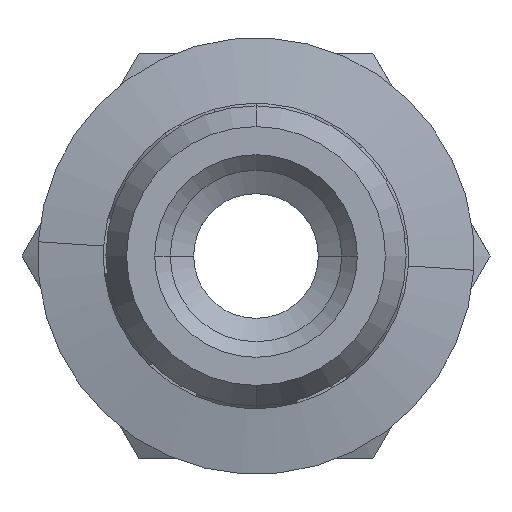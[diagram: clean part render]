
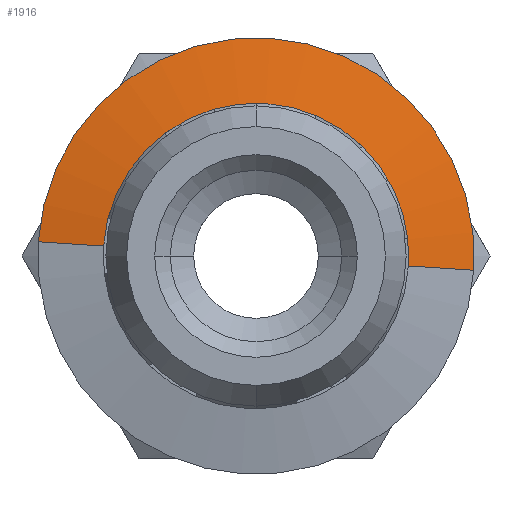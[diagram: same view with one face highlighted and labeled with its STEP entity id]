
A CAD part, front view. The second image highlights one B-rep face of the part: STEP entity #1916.
In plain terms, the highlighted conical face has half-angle 79.216 degrees and reference radius 4.9 mm.
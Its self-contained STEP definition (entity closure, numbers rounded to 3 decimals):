
#492 = AXIS2_PLACEMENT_3D ( 'NONE', #1804, #1805, #1806 ) ;
#497 = AXIS2_PLACEMENT_3D ( 'NONE', #1825, #1826, #1827 ) ;
#904 = CARTESIAN_POINT ( 'NONE',  ( 0., 4.7, 0. ) ) ;
#905 = DIRECTION ( 'NONE',  ( 0., 1., 0. ) ) ;
#913 = DIRECTION ( 'NONE',  ( -0.998, 0., 0.065 ) ) ;
#1373 = LINE ( 'NONE', #1796, #1377 ) ;
#1377 = VECTOR ( 'NONE', #1794, 1000. ) ;
#1378 = CIRCLE ( 'NONE', #492, 4.9 ) ;
#1381 = LINE ( 'NONE', #1812, #1385 ) ;
#1385 = VECTOR ( 'NONE', #1810, 1000. ) ;
#1389 = CIRCLE ( 'NONE', #497, 7. ) ;
#1494 = VERTEX_POINT ( 'NONE', #2480 ) ;
#1498 = VERTEX_POINT ( 'NONE', #2482 ) ;
#1545 = VERTEX_POINT ( 'NONE', #3315 ) ;
#1555 = VERTEX_POINT ( 'NONE', #3325 ) ;
#1615 = EDGE_LOOP ( 'NONE', ( #3537, #3536, #3535, #3534 ) ) ;
#1794 = DIRECTION ( 'NONE',  ( -0.98, 0.187, 0.064 ) ) ;
#1796 = CARTESIAN_POINT ( 'NONE',  ( -4.89, 4.7, 0.319 ) ) ;
#1804 = CARTESIAN_POINT ( 'NONE',  ( 0., 4.7, 0. ) ) ;
#1805 = DIRECTION ( 'NONE',  ( 0., -1., 0. ) ) ;
#1806 = DIRECTION ( 'NONE',  ( 0.998, 0., -0.065 ) ) ;
#1810 = DIRECTION ( 'NONE',  ( 0.98, 0.187, -0.064 ) ) ;
#1812 = CARTESIAN_POINT ( 'NONE',  ( 4.89, 4.7, -0.319 ) ) ;
#1825 = CARTESIAN_POINT ( 'NONE',  ( 0., 5.1, 0. ) ) ;
#1826 = DIRECTION ( 'NONE',  ( 0., -1., 0. ) ) ;
#1827 = DIRECTION ( 'NONE',  ( 0.998, 0., -0.065 ) ) ;
#1916 = ADVANCED_FACE ( 'NONE', ( #2607 ), #2615, .T. ) ;
#2480 = CARTESIAN_POINT ( 'NONE',  ( -4.89, 4.7, 0.319 ) ) ;
#2482 = CARTESIAN_POINT ( 'NONE',  ( 4.89, 4.7, -0.319 ) ) ;
#2607 = FACE_OUTER_BOUND ( 'NONE', #1615, .T. ) ;
#2615 = CONICAL_SURFACE ( 'NONE', #3103, 4.9, 1.383 ) ;
#3103 = AXIS2_PLACEMENT_3D ( 'NONE', #904, #905, #913 ) ;
#3217 = EDGE_CURVE ( 'NONE', #1494, #1545, #1373, .T. ) ;
#3219 = EDGE_CURVE ( 'NONE', #1498, #1494, #1378, .T. ) ;
#3223 = EDGE_CURVE ( 'NONE', #1498, #1555, #1381, .T. ) ;
#3228 = EDGE_CURVE ( 'NONE', #1555, #1545, #1389, .T. ) ;
#3315 = CARTESIAN_POINT ( 'NONE',  ( -6.985, 5.1, 0.456 ) ) ;
#3325 = CARTESIAN_POINT ( 'NONE',  ( 6.985, 5.1, -0.456 ) ) ;
#3534 = ORIENTED_EDGE ( 'NONE', *, *, #3217, .F. ) ;
#3535 = ORIENTED_EDGE ( 'NONE', *, *, #3228, .T. ) ;
#3536 = ORIENTED_EDGE ( 'NONE', *, *, #3223, .T. ) ;
#3537 = ORIENTED_EDGE ( 'NONE', *, *, #3219, .F. ) ;
